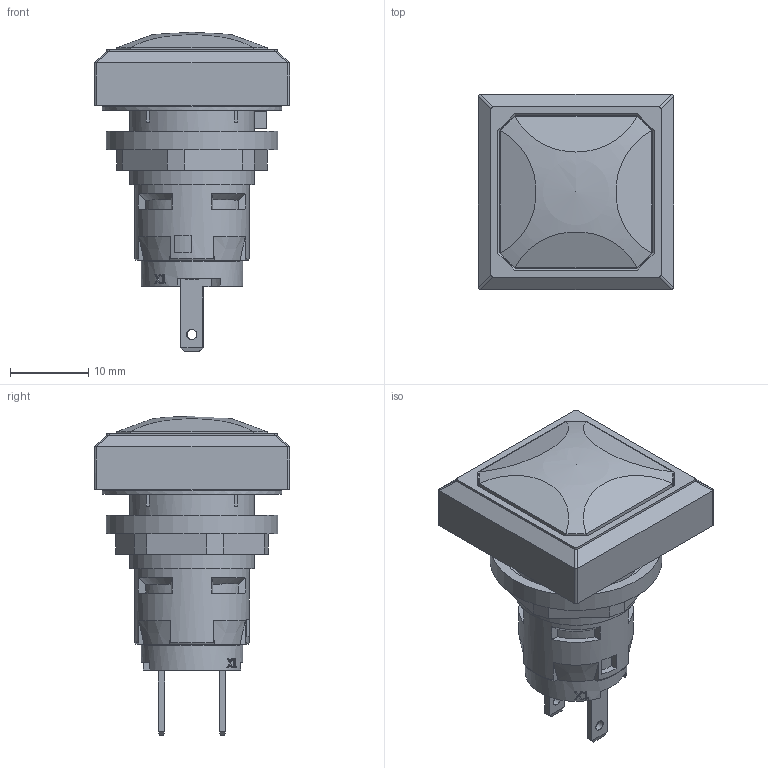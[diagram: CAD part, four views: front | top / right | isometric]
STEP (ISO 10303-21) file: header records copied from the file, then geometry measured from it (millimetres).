
FILE_DESCRIPTION(/* description */ (''),/* implementation_level */ '2;1');
FILE_NAME(/* name */ 'OKL4.stp',/* time_stamp */ '2020-09-15T15:13:40+02:00',/* author */ ('thagel'),/* organization */ (''),/* preprocessor_version */ 'ST-DEVELOPER v17.2',/* originating_system */ 'Autodesk Inventor 2019',/* authorisation */ '');
FILE_SCHEMA (('AUTOMOTIVE_DESIGN { 1 0 10303 214 3 1 1 }'));
Length unit declared in the file: millimetre
Products named in the file (1): OKL4
Bounding box: 25 x 25 x 40.89 mm (x, y, z)
Volume: 9088.3 mm3; surface area: 5304.7 mm2
Topology: 1 solids, 8 shells, 621 faces, 1734 edges, 1113 vertices
Faces by surface type: plane 488, cylinder 78, bspline 28, cone 16, torus 6, sphere 5
Full cylindrical faces by diameter (mm): 1.3 x2, 12 x1, 13 x1, 13.026 x1, 14.7 x1, 16 x2, 16.15 x1, 16.5 x1, 19.5 x1, 22 x1, 23 x1
Entity records: 21050 total; most frequent: CARTESIAN_POINT 4409, ORIENTED_EDGE 3458, DIRECTION 3144, EDGE_CURVE 1729, LINE 1288, VECTOR 1288, VERTEX_POINT 1113, AXIS2_PLACEMENT_3D 928
